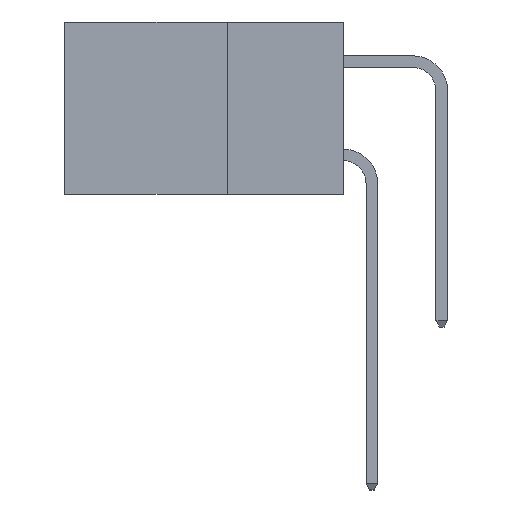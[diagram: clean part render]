
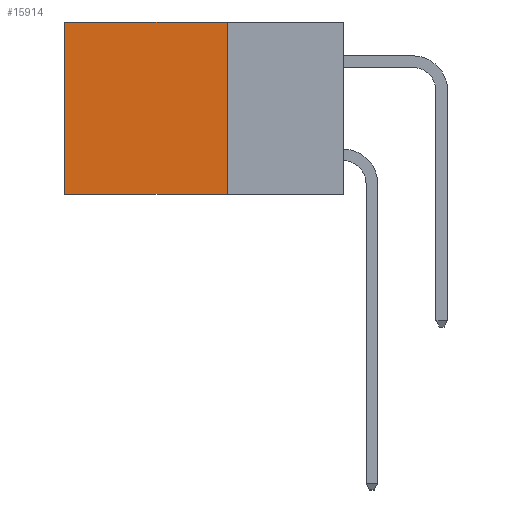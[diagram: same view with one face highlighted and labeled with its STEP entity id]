
A CAD part, left-side view. The second image highlights one B-rep face of the part: STEP entity #15914.
In plain terms, the highlighted planar face has unit normal (-1, 0, 0).
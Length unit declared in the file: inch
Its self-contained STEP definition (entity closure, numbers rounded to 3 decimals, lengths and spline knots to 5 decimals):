
#1041 = DIRECTION ( 'NONE',  ( 0., 1., 0. ) ) ;
#1069 = ORIENTED_EDGE ( 'NONE', *, *, #9112, .F. ) ;
#2613 = CARTESIAN_POINT ( 'NONE',  ( 0.2615, 0.6, 0. ) ) ;
#2789 = LINE ( 'NONE', #11271, #13499 ) ;
#3749 = VECTOR ( 'NONE', #12248, 39.37008 ) ;
#3813 = VERTEX_POINT ( 'NONE', #12808 ) ;
#4923 = EDGE_CURVE ( 'NONE', #3813, #13081, #15142, .T. ) ;
#4936 = VERTEX_POINT ( 'NONE', #12700 ) ;
#6518 = DIRECTION ( 'NONE',  ( 0., 0., -1. ) ) ;
#6571 = DIRECTION ( 'NONE',  ( 1., 0., 0. ) ) ;
#6760 = DIRECTION ( 'NONE',  ( 0., 0., -1. ) ) ;
#6798 = EDGE_CURVE ( 'NONE', #3813, #11286, #2789, .T. ) ;
#6818 = CARTESIAN_POINT ( 'NONE',  ( 0.2615, 0.6, -0.37 ) ) ;
#6938 = FACE_OUTER_BOUND ( 'NONE', #7266, .T. ) ;
#7266 = EDGE_LOOP ( 'NONE', ( #7561, #1069, #13558, #7495 ) ) ;
#7495 = ORIENTED_EDGE ( 'NONE', *, *, #6798, .T. ) ;
#7561 = ORIENTED_EDGE ( 'NONE', *, *, #8159, .T. ) ;
#7663 = CARTESIAN_POINT ( 'NONE',  ( 0.2615, 0.25, -0.37 ) ) ;
#7759 = PLANE ( 'NONE',  #10102 ) ;
#8159 = EDGE_CURVE ( 'NONE', #11286, #4936, #13282, .T. ) ;
#9112 = EDGE_CURVE ( 'NONE', #13081, #4936, #13661, .T. ) ;
#10102 = AXIS2_PLACEMENT_3D ( 'NONE', #7663, #6571, #6518 ) ;
#11271 = CARTESIAN_POINT ( 'NONE',  ( 0.2615, 0.25, 0. ) ) ;
#11286 = VERTEX_POINT ( 'NONE', #2613 ) ;
#11584 = CARTESIAN_POINT ( 'NONE',  ( 0.2615, 0.25, -0.37 ) ) ;
#12248 = DIRECTION ( 'NONE',  ( 0., 1., 0. ) ) ;
#12250 = CARTESIAN_POINT ( 'NONE',  ( 0.2615, 0.25, -0.37 ) ) ;
#12700 = CARTESIAN_POINT ( 'NONE',  ( 0.2615, 0.6, -0.37 ) ) ;
#12808 = CARTESIAN_POINT ( 'NONE',  ( 0.2615, 0.25, 0. ) ) ;
#12859 = CARTESIAN_POINT ( 'NONE',  ( 0.2615, 0.25, -0.37 ) ) ;
#12920 = DIRECTION ( 'NONE',  ( 0., 0., -1. ) ) ;
#12980 = VECTOR ( 'NONE', #12920, 39.37008 ) ;
#13081 = VERTEX_POINT ( 'NONE', #11584 ) ;
#13282 = LINE ( 'NONE', #6818, #16493 ) ;
#13499 = VECTOR ( 'NONE', #1041, 39.37008 ) ;
#13558 = ORIENTED_EDGE ( 'NONE', *, *, #4923, .F. ) ;
#13661 = LINE ( 'NONE', #12250, #3749 ) ;
#15142 = LINE ( 'NONE', #12859, #12980 ) ;
#15914 = ADVANCED_FACE ( 'NONE', ( #6938 ), #7759, .F. ) ;
#16493 = VECTOR ( 'NONE', #6760, 39.37008 ) ;
